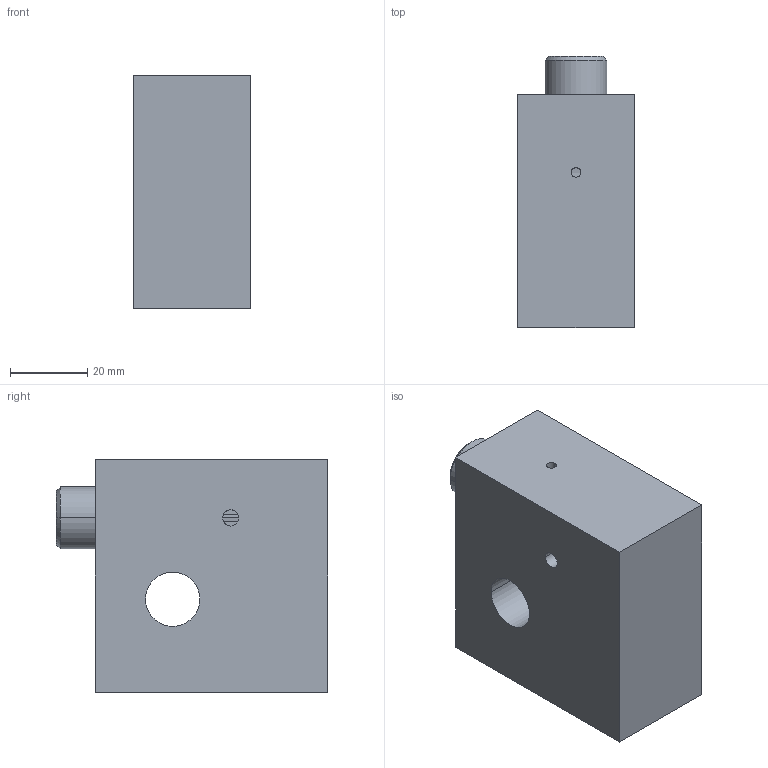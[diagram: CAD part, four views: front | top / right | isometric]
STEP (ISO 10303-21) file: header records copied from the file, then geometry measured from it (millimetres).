
FILE_DESCRIPTION(('CATIA V5 STEP Exchange'),'2;1');
FILE_NAME('matrice.stp','2023-02-09T10:46:01+00:00',('none'),('none'),'CATIA Version 5 Release 21 GA (IN-10)','CATIA V5 STEP AP203','none');
FILE_SCHEMA(('CONFIG_CONTROL_DESIGN'));
Length unit declared in the file: millimetre
Products named in the file (1): Part1
Bounding box: 30 x 70 x 60 mm (x, y, z)
Volume: 95215.1 mm3; surface area: 23344.6 mm2
Topology: 1 solids, 1 shells, 37 faces, 89 edges, 58 vertices
Faces by surface type: cylinder 22, plane 13, cone 2
Entity records: 1148 total; most frequent: CARTESIAN_POINT 318, ORIENTED_EDGE 178, DIRECTION 112, EDGE_CURVE 89, VERTEX_POINT 58, AXIS2_PLACEMENT_3D 54, EDGE_LOOP 53, VECTOR 38
